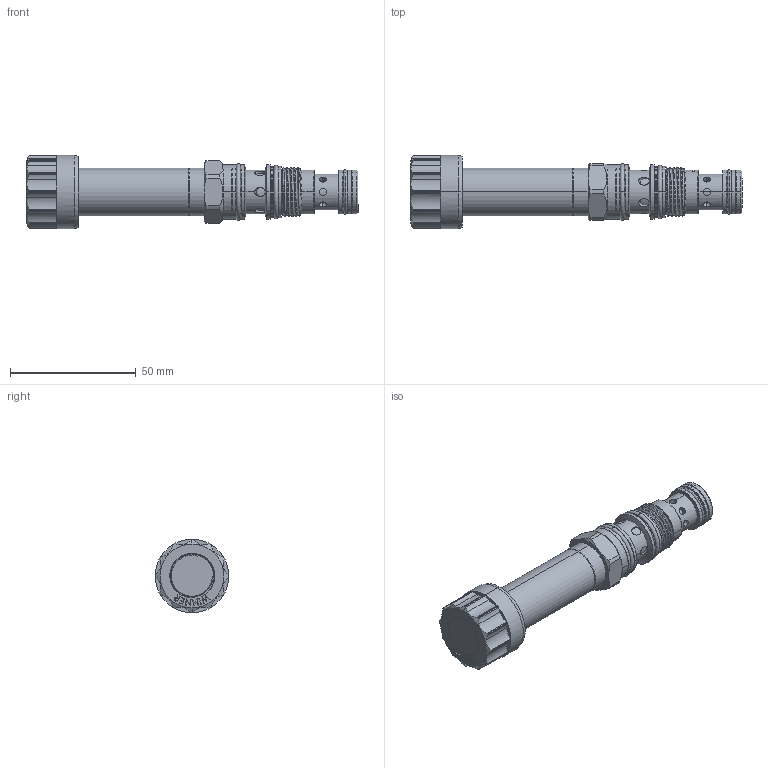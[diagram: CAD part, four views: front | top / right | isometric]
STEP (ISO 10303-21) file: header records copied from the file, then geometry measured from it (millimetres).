
FILE_DESCRIPTION (( 'STEP AP203' ), '1' );
FILE_NAME ('PPD11A3D-N-74.STEP', '2016-07-27T05:39:00', ( '' ), ( '' ), 'SwSTEP 2.0', 'SolidWorks 2012', '' );
FILE_SCHEMA (( 'CONFIG_CONTROL_DESIGN' ));
Length unit declared in the file: millimetre
Products named in the file (1): PPD11A3D-N-74
Bounding box: 131.83 x 29.2 x 29.2 mm (x, y, z)
Volume: 42615.1 mm3; surface area: 17800.2 mm2
Topology: 6 solids, 6 shells, 424 faces, 1032 edges, 659 vertices
Faces by surface type: cylinder 197, plane 123, cone 62, torus 29, bspline 12, sphere 1
Entity records: 17757 total; most frequent: CARTESIAN_POINT 7926, ORIENTED_EDGE 2064, DIRECTION 1998, EDGE_CURVE 1032, AXIS2_PLACEMENT_3D 776, VERTEX_POINT 659, EDGE_LOOP 469, VECTOR 446
